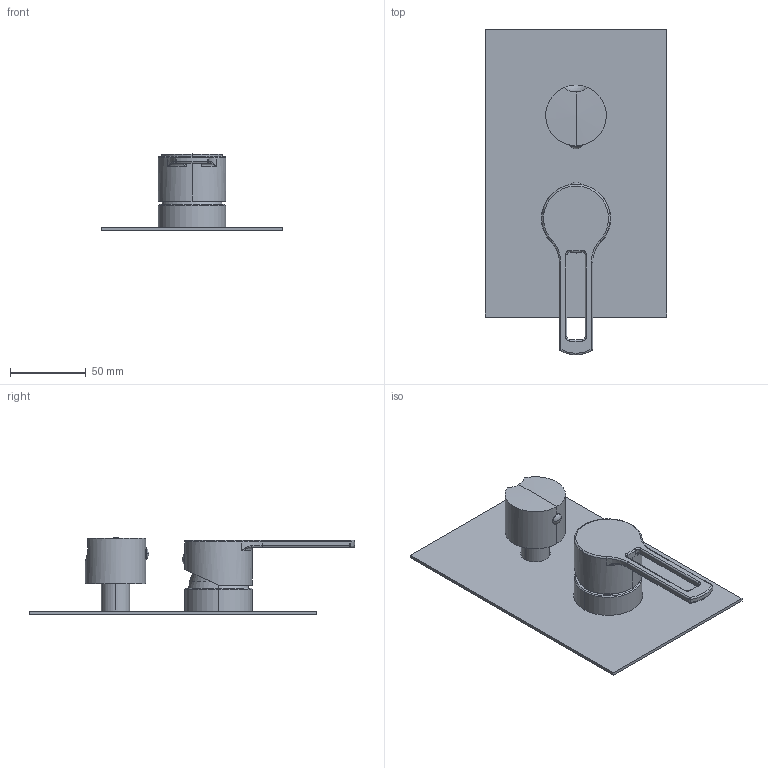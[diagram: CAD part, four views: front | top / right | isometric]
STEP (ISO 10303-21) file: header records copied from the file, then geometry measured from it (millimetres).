
FILE_DESCRIPTION((''),'2;1');
FILE_NAME('RIN018CR-M','2021-11-05T08:30:18',('ut3'),('PAFFONI SpA'),'CREO PARAMETRIC BY PTC INC, 2020044','CREO PARAMETRIC BY PTC INC, 2020044','');
FILE_SCHEMA(('CONFIG_CONTROL_DESIGN','SHAPE_APPEARANCE_LAYERS_GROUPS'));
Length unit declared in the file: millimetre
Products named in the file (1): RIN018CR-M
Bounding box: 120 x 215 x 50.25 mm (x, y, z)
Volume: 113428.1 mm3; surface area: 89928.7 mm2
Topology: 4 solids, 4 shells, 1077 faces, 2818 edges, 1759 vertices
Faces by surface type: plane 586, cylinder 265, torus 114, cone 63, sphere 25, bspline 24
Entity records: 45147 total; most frequent: CARTESIAN_POINT 11310, ORIENTED_EDGE 5620, DIRECTION 5361, EDGE_CURVE 2810, AXIS2_PLACEMENT_3D 1921, VERTEX_POINT 1759, VECTOR 1519, LINE 1519
